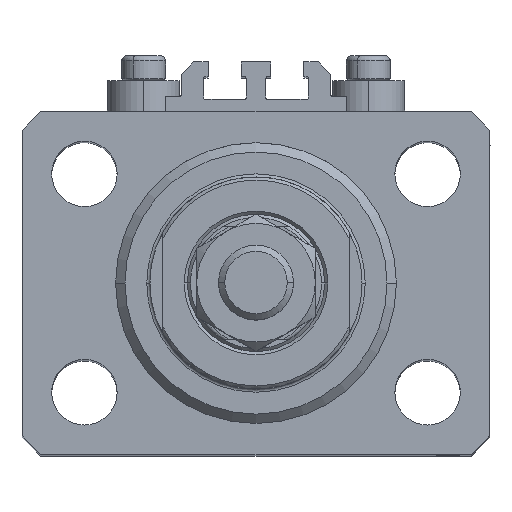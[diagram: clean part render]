
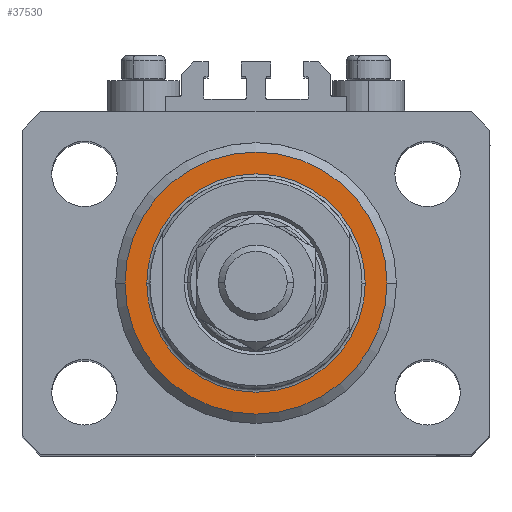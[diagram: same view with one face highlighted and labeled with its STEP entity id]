
A CAD part, top view. The second image highlights one B-rep face of the part: STEP entity #37530.
In plain terms, the highlighted face is planar.
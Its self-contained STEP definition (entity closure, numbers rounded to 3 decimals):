
#1034 = AXIS2_PLACEMENT_3D ( 'NONE', #30716, #4054, #18627 ) ;
#2111 = CIRCLE ( 'NONE', #22631, 21. ) ;
#2922 = AXIS2_PLACEMENT_3D ( 'NONE', #4989, #15860, #35142 ) ;
#3543 = DIRECTION ( 'NONE',  ( 0., 0., -1. ) ) ;
#4054 = DIRECTION ( 'NONE',  ( 0., 0., 1. ) ) ;
#4989 = CARTESIAN_POINT ( 'NONE',  ( 0., 0., 0. ) ) ;
#6746 = DIRECTION ( 'NONE',  ( 1., 0., 0. ) ) ;
#8883 = VERTEX_POINT ( 'NONE', #34605 ) ;
#8924 = FACE_BOUND ( 'NONE', #31409, .T. ) ;
#10769 = DIRECTION ( 'NONE',  ( 1., 0., 0. ) ) ;
#11462 = CIRCLE ( 'NONE', #23269, 17.5 ) ;
#14158 = ORIENTED_EDGE ( 'NONE', *, *, #37588, .T. ) ;
#14890 = DIRECTION ( 'NONE',  ( 0., 0., 1. ) ) ;
#15860 = DIRECTION ( 'NONE',  ( 0., 0., 1. ) ) ;
#18627 = DIRECTION ( 'NONE',  ( 1., 0., 0. ) ) ;
#19769 = ORIENTED_EDGE ( 'NONE', *, *, #23883, .T. ) ;
#20099 = CIRCLE ( 'NONE', #34295, 21. ) ;
#20323 = CARTESIAN_POINT ( 'NONE',  ( 21., 0., 0. ) ) ;
#20735 = CIRCLE ( 'NONE', #1034, 17.5 ) ;
#22303 = DIRECTION ( 'NONE',  ( 1., 0., 0. ) ) ;
#22631 = AXIS2_PLACEMENT_3D ( 'NONE', #25598, #44668, #10769 ) ;
#23269 = AXIS2_PLACEMENT_3D ( 'NONE', #48045, #14890, #6746 ) ;
#23740 = FACE_OUTER_BOUND ( 'NONE', #42359, .T. ) ;
#23883 = EDGE_CURVE ( 'NONE', #42163, #41374, #20735, .T. ) ;
#25598 = CARTESIAN_POINT ( 'NONE',  ( 0., 0., 0. ) ) ;
#30716 = CARTESIAN_POINT ( 'NONE',  ( 0., 0., 0. ) ) ;
#31409 = EDGE_LOOP ( 'NONE', ( #33215, #19769 ) ) ;
#31762 = EDGE_CURVE ( 'NONE', #39046, #8883, #20099, .T. ) ;
#32614 = CARTESIAN_POINT ( 'NONE',  ( 17.5, 0., 0. ) ) ;
#33215 = ORIENTED_EDGE ( 'NONE', *, *, #33234, .T. ) ;
#33234 = EDGE_CURVE ( 'NONE', #41374, #42163, #11462, .T. ) ;
#34295 = AXIS2_PLACEMENT_3D ( 'NONE', #47066, #3543, #22303 ) ;
#34605 = CARTESIAN_POINT ( 'NONE',  ( -21., 0., 0. ) ) ;
#35142 = DIRECTION ( 'NONE',  ( 1., 0., 0. ) ) ;
#37530 = ADVANCED_FACE ( 'NONE', ( #8924, #23740 ), #38847, .F. ) ;
#37588 = EDGE_CURVE ( 'NONE', #8883, #39046, #2111, .T. ) ;
#38847 = PLANE ( 'NONE',  #2922 ) ;
#39046 = VERTEX_POINT ( 'NONE', #20323 ) ;
#41374 = VERTEX_POINT ( 'NONE', #32614 ) ;
#42163 = VERTEX_POINT ( 'NONE', #47240 ) ;
#42359 = EDGE_LOOP ( 'NONE', ( #45271, #14158 ) ) ;
#44668 = DIRECTION ( 'NONE',  ( 0., 0., -1. ) ) ;
#45271 = ORIENTED_EDGE ( 'NONE', *, *, #31762, .T. ) ;
#47066 = CARTESIAN_POINT ( 'NONE',  ( 0., 0., 0. ) ) ;
#47240 = CARTESIAN_POINT ( 'NONE',  ( -17.5, 0., 0. ) ) ;
#48045 = CARTESIAN_POINT ( 'NONE',  ( 0., 0., 0. ) ) ;
